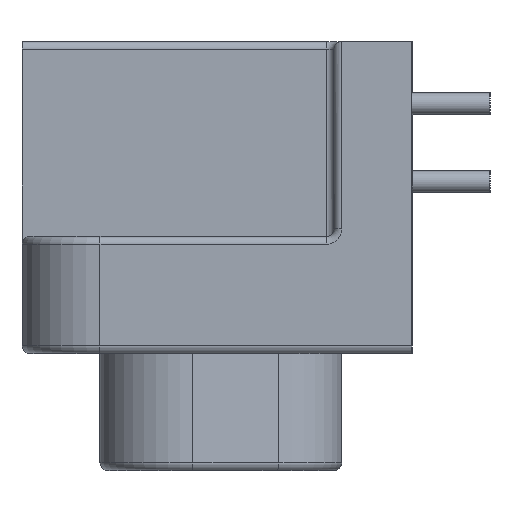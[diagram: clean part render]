
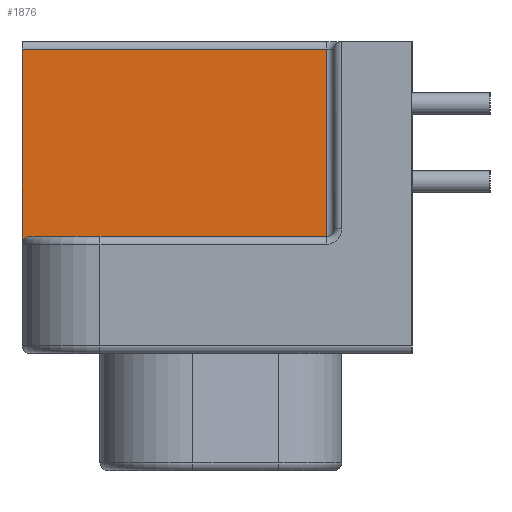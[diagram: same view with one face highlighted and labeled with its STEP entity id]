
A CAD part, left-side view. The second image highlights one B-rep face of the part: STEP entity #1876.
In plain terms, the highlighted planar face has unit normal (-1, 0, 0).
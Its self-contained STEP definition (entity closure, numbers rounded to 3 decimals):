
#1876=ADVANCED_FACE('',(#4019),#4021,.F.);
#4019=FACE_BOUND('',#4020,.T.);
#4020=EDGE_LOOP('',(#4845,#4846,#4847,#4848,#4849));
#4021=PLANE('',#4022);
#4022=AXIS2_PLACEMENT_3D('',#4023,#4024,#4025);
#4023=CARTESIAN_POINT('',(-3.805,12.7,-4.318));
#4024=DIRECTION('',(1.,0.,0.));
#4025=DIRECTION('',(0.,1.,0.));
#4845=ORIENTED_EDGE('',*,*,#5308,.T.);
#4846=ORIENTED_EDGE('',*,*,#5309,.T.);
#4847=ORIENTED_EDGE('',*,*,#5264,.F.);
#4848=ORIENTED_EDGE('',*,*,#5310,.T.);
#4849=ORIENTED_EDGE('',*,*,#5311,.F.);
#5264=EDGE_CURVE('',#5874,#5876,#5877,.T.);
#5308=EDGE_CURVE('',#5951,#5952,#5953,.T.);
#5309=EDGE_CURVE('',#5952,#5876,#5954,.T.);
#5310=EDGE_CURVE('',#5874,#5955,#5956,.T.);
#5311=EDGE_CURVE('',#5951,#5955,#5957,.T.);
#5874=VERTEX_POINT('',#7413);
#5876=VERTEX_POINT('',#7417);
#5877=LINE('',#7418,#7419);
#5951=VERTEX_POINT('',#7594);
#5952=VERTEX_POINT('',#7595);
#5953=LINE('',#7596,#7597);
#5954=LINE('',#7599,#7600);
#5955=VERTEX_POINT('',#7602);
#5956=CIRCLE('',#7603,0.254);
#5957=LINE('',#7607,#7608);
#7413=CARTESIAN_POINT('',(-3.805,12.7,-4.572));
#7417=CARTESIAN_POINT('',(-3.805,12.7,1.778));
#7418=CARTESIAN_POINT('',(-3.805,12.7,-4.572));
#7419=VECTOR('',#7420,1.);
#7420=DIRECTION('',(0.,0.,1.));
#7594=CARTESIAN_POINT('',(-3.805,2.794,-4.318));
#7595=CARTESIAN_POINT('',(-3.805,2.794,1.778));
#7596=CARTESIAN_POINT('',(-3.805,2.794,-4.318));
#7597=VECTOR('',#7598,1.);
#7598=DIRECTION('',(0.,0.,1.));
#7599=CARTESIAN_POINT('',(-3.805,2.794,1.778));
#7600=VECTOR('',#7601,1.);
#7601=DIRECTION('',(0.,1.,0.));
#7602=CARTESIAN_POINT('',(-3.805,12.446,-4.318));
#7603=AXIS2_PLACEMENT_3D('',#7604,#7605,#7606);
#7604=CARTESIAN_POINT('',(-3.805,12.446,-4.572));
#7605=DIRECTION('',(1.,0.,0.));
#7606=DIRECTION('',(0.,1.,0.));
#7607=CARTESIAN_POINT('',(-3.805,2.794,-4.318));
#7608=VECTOR('',#7609,1.);
#7609=DIRECTION('',(0.,1.,0.));
